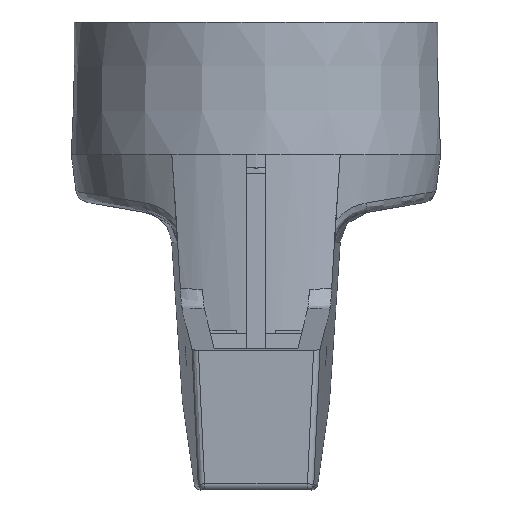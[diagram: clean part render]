
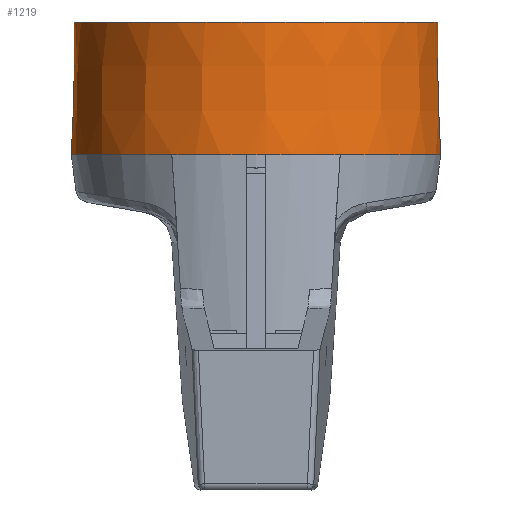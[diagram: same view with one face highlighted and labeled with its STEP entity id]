
A CAD part, left-side view. The second image highlights one B-rep face of the part: STEP entity #1219.
In plain terms, the highlighted conical face has half-angle 1.377 degrees and reference radius 28.75 mm.
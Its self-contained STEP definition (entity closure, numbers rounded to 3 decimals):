
#1097=CARTESIAN_POINT('',(-27.092,-566.34,-61.35));
#1098=DIRECTION('',(0.0,0.0,-1.0));
#1099=DIRECTION('',(-1.0,0.0,0.0));
#1100=AXIS2_PLACEMENT_3D('',#1097,#1098,#1099);
#1101=CONICAL_SURFACE('',#1100,28.75,1.377);
#1102=CARTESIAN_POINT('',(1.408,-566.34,-50.95));
#1103=VERTEX_POINT('',#1102);
#1104=CARTESIAN_POINT('',(-27.092,-566.34,-50.95));
#1105=DIRECTION('',(0.0,0.0,-1.0));
#1106=DIRECTION('',(-1.0,0.0,0.0));
#1107=AXIS2_PLACEMENT_3D('',#1104,#1105,#1106);
#1108=CIRCLE('',#1107,28.5);
#1109=EDGE_CURVE('',#1103,#1103,#1108,.T.);
#1110=ORIENTED_EDGE('',*,*,#1109,.T.);
#1111=EDGE_LOOP('',(#1110));
#1112=FACE_OUTER_BOUND('',#1111,.T.);
#1113=CARTESIAN_POINT('',(-1.977,-551.84,-71.75));
#1114=VERTEX_POINT('',#1113);
#1115=CARTESIAN_POINT('',(-1.977,-580.84,-71.75));
#1116=VERTEX_POINT('',#1115);
#1117=CARTESIAN_POINT('',(-27.092,-566.34,-71.75));
#1118=DIRECTION('',(0.0,0.0,-1.0));
#1119=DIRECTION('',(1.0,0.0,0.0));
#1120=AXIS2_PLACEMENT_3D('',#1117,#1118,#1119);
#1121=CIRCLE('',#1120,29.);
#1122=EDGE_CURVE('',#1114,#1116,#1121,.T.);
#1123=ORIENTED_EDGE('',*,*,#1122,.F.);
#1124=CARTESIAN_POINT('',(-1.998,-551.852,-70.756));
#1125=VERTEX_POINT('',#1124);
#1126=CARTESIAN_POINT('',(-1.977,-551.84,-71.75));
#1127=DIRECTION('',(-0.021,-0.012,1.));
#1128=VECTOR('',#1127,0.994);
#1129=LINE('',#1126,#1128);
#1130=EDGE_CURVE('',#1114,#1125,#1129,.T.);
#1131=ORIENTED_EDGE('',*,*,#1130,.T.);
#1132=CARTESIAN_POINT('',(-6.603,-545.85,-70.756));
#1133=VERTEX_POINT('',#1132);
#1134=CARTESIAN_POINT('',(-27.092,-566.34,-70.756));
#1135=DIRECTION('',(0.0,0.0,1.0));
#1136=DIRECTION('',(-1.0,0.0,0.0));
#1137=AXIS2_PLACEMENT_3D('',#1134,#1135,#1136);
#1138=CIRCLE('',#1137,28.976);
#1139=EDGE_CURVE('',#1125,#1133,#1138,.T.);
#1140=ORIENTED_EDGE('',*,*,#1139,.T.);
#1141=CARTESIAN_POINT('',(-6.586,-545.834,-71.75));
#1142=VERTEX_POINT('',#1141);
#1143=CARTESIAN_POINT('',(-6.603,-545.85,-70.756));
#1144=DIRECTION('',(0.017,0.017,-1.));
#1145=VECTOR('',#1144,0.994);
#1146=LINE('',#1143,#1145);
#1147=EDGE_CURVE('',#1133,#1142,#1146,.T.);
#1148=ORIENTED_EDGE('',*,*,#1147,.T.);
#1149=CARTESIAN_POINT('',(-52.92,-553.151,-71.75));
#1150=VERTEX_POINT('',#1149);
#1151=CARTESIAN_POINT('',(-27.092,-566.34,-71.75));
#1152=DIRECTION('',(0.0,0.0,-1.0));
#1153=DIRECTION('',(1.0,0.0,0.0));
#1154=AXIS2_PLACEMENT_3D('',#1151,#1152,#1153);
#1155=CIRCLE('',#1154,29.);
#1156=EDGE_CURVE('',#1150,#1142,#1155,.T.);
#1157=ORIENTED_EDGE('',*,*,#1156,.F.);
#1158=CARTESIAN_POINT('',(-56.053,-564.84,-71.75));
#1159=VERTEX_POINT('',#1158);
#1160=CARTESIAN_POINT('',(-27.092,-566.34,-71.75));
#1161=DIRECTION('',(0.0,0.0,-1.0));
#1162=DIRECTION('',(1.0,0.0,0.0));
#1163=AXIS2_PLACEMENT_3D('',#1160,#1161,#1162);
#1164=CIRCLE('',#1163,29.);
#1165=EDGE_CURVE('',#1159,#1150,#1164,.T.);
#1166=ORIENTED_EDGE('',*,*,#1165,.F.);
#1167=CARTESIAN_POINT('',(-56.053,-567.84,-71.75));
#1168=VERTEX_POINT('',#1167);
#1169=CARTESIAN_POINT('',(-27.092,-566.34,-71.75));
#1170=DIRECTION('',(0.0,0.0,-1.0));
#1171=DIRECTION('',(-1.0,0.0,0.0));
#1172=AXIS2_PLACEMENT_3D('',#1169,#1170,#1171);
#1173=CIRCLE('',#1172,29.);
#1174=EDGE_CURVE('',#1168,#1159,#1173,.T.);
#1175=ORIENTED_EDGE('',*,*,#1174,.F.);
#1176=CARTESIAN_POINT('',(-52.92,-579.528,-71.75));
#1177=VERTEX_POINT('',#1176);
#1178=CARTESIAN_POINT('',(-27.092,-566.34,-71.75));
#1179=DIRECTION('',(0.0,0.0,-1.0));
#1180=DIRECTION('',(1.0,0.0,0.0));
#1181=AXIS2_PLACEMENT_3D('',#1178,#1179,#1180);
#1182=CIRCLE('',#1181,29.);
#1183=EDGE_CURVE('',#1177,#1168,#1182,.T.);
#1184=ORIENTED_EDGE('',*,*,#1183,.F.);
#1185=CARTESIAN_POINT('',(-6.586,-586.846,-71.75));
#1186=VERTEX_POINT('',#1185);
#1187=CARTESIAN_POINT('',(-27.092,-566.34,-71.75));
#1188=DIRECTION('',(0.0,0.0,-1.0));
#1189=DIRECTION('',(1.0,0.0,0.0));
#1190=AXIS2_PLACEMENT_3D('',#1187,#1188,#1189);
#1191=CIRCLE('',#1190,29.);
#1192=EDGE_CURVE('',#1186,#1177,#1191,.T.);
#1193=ORIENTED_EDGE('',*,*,#1192,.F.);
#1194=CARTESIAN_POINT('',(-6.603,-586.829,-70.756));
#1195=VERTEX_POINT('',#1194);
#1196=CARTESIAN_POINT('',(-6.586,-586.846,-71.75));
#1197=DIRECTION('',(-0.017,0.017,1.));
#1198=VECTOR('',#1197,0.994);
#1199=LINE('',#1196,#1198);
#1200=EDGE_CURVE('',#1186,#1195,#1199,.T.);
#1201=ORIENTED_EDGE('',*,*,#1200,.T.);
#1202=CARTESIAN_POINT('',(-1.998,-580.828,-70.756));
#1203=VERTEX_POINT('',#1202);
#1204=CARTESIAN_POINT('',(-27.092,-566.34,-70.756));
#1205=DIRECTION('',(0.0,0.0,1.0));
#1206=DIRECTION('',(-1.0,0.0,0.0));
#1207=AXIS2_PLACEMENT_3D('',#1204,#1205,#1206);
#1208=CIRCLE('',#1207,28.976);
#1209=EDGE_CURVE('',#1195,#1203,#1208,.T.);
#1210=ORIENTED_EDGE('',*,*,#1209,.T.);
#1211=CARTESIAN_POINT('',(-1.998,-580.828,-70.756));
#1212=DIRECTION('',(0.021,-0.012,-1.));
#1213=VECTOR('',#1212,0.994);
#1214=LINE('',#1211,#1213);
#1215=EDGE_CURVE('',#1203,#1116,#1214,.T.);
#1216=ORIENTED_EDGE('',*,*,#1215,.T.);
#1217=EDGE_LOOP('',(#1123,#1131,#1140,#1148,#1157,#1166,#1175,#1184,#1193,#1201,#1210,#1216));
#1218=FACE_BOUND('',#1217,.T.);
#1219=ADVANCED_FACE('',(#1112,#1218),#1101,.T.);
